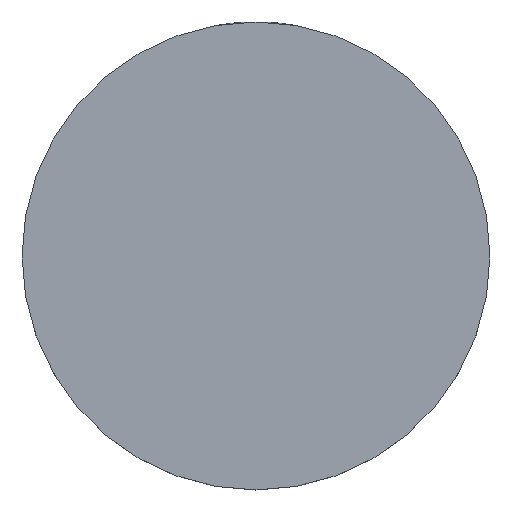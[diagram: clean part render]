
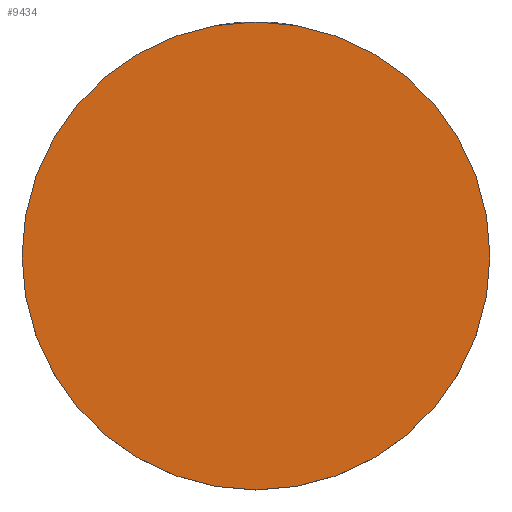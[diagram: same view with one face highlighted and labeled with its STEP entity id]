
A CAD part, top view. The second image highlights one B-rep face of the part: STEP entity #9434.
In plain terms, the highlighted planar face has unit normal (0, 0, 1).
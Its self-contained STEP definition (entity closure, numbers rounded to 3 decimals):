
#472 = PLANE ( 'NONE',  #6768 ) ;
#651 = EDGE_CURVE ( 'NONE', #9273, #4967, #1823, .T. ) ;
#693 = AXIS2_PLACEMENT_3D ( 'NONE', #4357, #8989, #7034 ) ;
#1269 = ORIENTED_EDGE ( 'NONE', *, *, #651, .T. ) ;
#1606 = FACE_OUTER_BOUND ( 'NONE', #4977, .T. ) ;
#1823 = CIRCLE ( 'NONE', #693, 350. ) ;
#2026 = CARTESIAN_POINT ( 'NONE',  ( -350., 0., 55. ) ) ;
#2568 = CARTESIAN_POINT ( 'NONE',  ( 0., 0., 55. ) ) ;
#3193 = EDGE_CURVE ( 'NONE', #4967, #9273, #9230, .T. ) ;
#3543 = AXIS2_PLACEMENT_3D ( 'NONE', #2568, #6194, #8924 ) ;
#4357 = CARTESIAN_POINT ( 'NONE',  ( 0., 0., 55. ) ) ;
#4380 = ORIENTED_EDGE ( 'NONE', *, *, #3193, .T. ) ;
#4967 = VERTEX_POINT ( 'NONE', #6840 ) ;
#4977 = EDGE_LOOP ( 'NONE', ( #1269, #4380 ) ) ;
#5231 = CARTESIAN_POINT ( 'NONE',  ( 0., 0., 55. ) ) ;
#6194 = DIRECTION ( 'NONE',  ( 0., 0., 1. ) ) ;
#6768 = AXIS2_PLACEMENT_3D ( 'NONE', #5231, #7849, #6961 ) ;
#6840 = CARTESIAN_POINT ( 'NONE',  ( 350., 0., 55. ) ) ;
#6961 = DIRECTION ( 'NONE',  ( 1., 0., 0. ) ) ;
#7034 = DIRECTION ( 'NONE',  ( 1., 0., 0. ) ) ;
#7849 = DIRECTION ( 'NONE',  ( 0., 0., 1. ) ) ;
#8924 = DIRECTION ( 'NONE',  ( 1., 0., 0. ) ) ;
#8989 = DIRECTION ( 'NONE',  ( 0., 0., 1. ) ) ;
#9230 = CIRCLE ( 'NONE', #3543, 350. ) ;
#9273 = VERTEX_POINT ( 'NONE', #2026 ) ;
#9434 = ADVANCED_FACE ( 'NONE', ( #1606 ), #472, .T. ) ;
